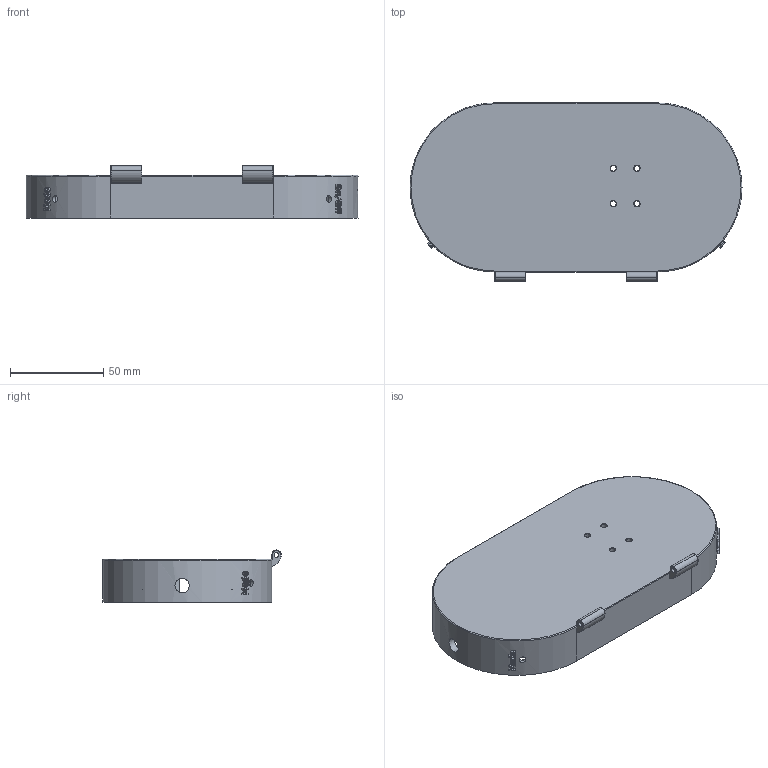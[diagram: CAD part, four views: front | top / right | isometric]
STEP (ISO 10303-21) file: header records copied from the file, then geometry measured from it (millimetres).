
FILE_DESCRIPTION(/* description */ (''),/* implementation_level */ '2;1');
FILE_NAME(/* name */ 'Back_board.step',/* time_stamp */ '2021-12-13T18:32:38+03:00',/* author */ (''),/* organization */ (''),/* preprocessor_version */ 'ST-DEVELOPER v18.1',/* originating_system */ 'Autodesk Translation Framework v10.10.0.1391',/* authorisation */ '');
FILE_SCHEMA (('AUTOMOTIVE_DESIGN { 1 0 10303 214 3 1 1 }'));
Length unit declared in the file: millimetre
Products named in the file (1): Back_board
Bounding box: 178.35 x 95.82 x 28 mm (x, y, z)
Volume: 92192 mm3; surface area: 49552.9 mm2
Topology: 1 solids, 1 shells, 339 faces, 886 edges, 580 vertices
Faces by surface type: bspline 136, plane 107, cylinder 64, torus 32
Full cylindrical faces by diameter (mm): 2.529 x10, 3.048 x4, 3.332 x4, 7.7 x1, 9 x2, 10 x2
Entity records: 12748 total; most frequent: CARTESIAN_POINT 5074, ORIENTED_EDGE 1772, DIRECTION 1256, EDGE_CURVE 886, VERTEX_POINT 580, AXIS2_PLACEMENT_3D 447, EDGE_LOOP 390, LINE 362
